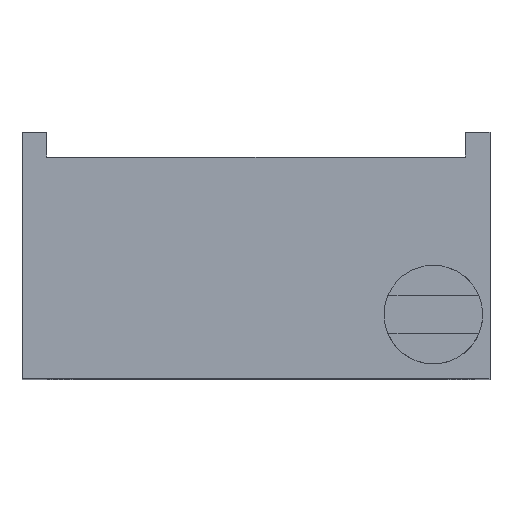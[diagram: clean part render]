
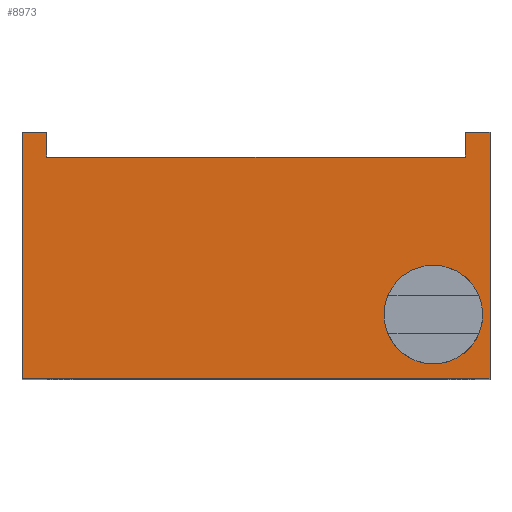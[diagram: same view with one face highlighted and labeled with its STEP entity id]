
A CAD part, top view. The second image highlights one B-rep face of the part: STEP entity #8973.
In plain terms, the highlighted planar face has unit normal (0, 0, 1).
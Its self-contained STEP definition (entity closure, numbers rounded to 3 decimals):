
#136 = VECTOR ( 'NONE', #20777, 1000. ) ;
#157 = CARTESIAN_POINT ( 'NONE',  ( 1852.5, -1014., 5070. ) ) ;
#162 = CARTESIAN_POINT ( 'NONE',  ( -1852.5, -1014., 5070. ) ) ;
#2797 = ORIENTED_EDGE ( 'NONE', *, *, #27062, .T. ) ;
#2853 = DIRECTION ( 'NONE',  ( 0., 1., 0. ) ) ;
#3662 = ORIENTED_EDGE ( 'NONE', *, *, #16806, .F. ) ;
#3802 = LINE ( 'NONE', #11758, #26434 ) ;
#4350 = VECTOR ( 'NONE', #2853, 1000. ) ;
#4378 = LINE ( 'NONE', #14746, #15043 ) ;
#4651 = FACE_OUTER_BOUND ( 'NONE', #13150, .T. ) ;
#5049 = VECTOR ( 'NONE', #19600, 1000. ) ;
#5681 = CARTESIAN_POINT ( 'NONE',  ( -1852.5, 936., 5070. ) ) ;
#7460 = ORIENTED_EDGE ( 'NONE', *, *, #24511, .T. ) ;
#8204 = DIRECTION ( 'NONE',  ( -1., 0., 0. ) ) ;
#8608 = CARTESIAN_POINT ( 'NONE',  ( -1852.5, -1014., 5070. ) ) ;
#8628 = DIRECTION ( 'NONE',  ( 1., 0., 0. ) ) ;
#8973 = ADVANCED_FACE ( 'NONE', ( #4651 ), #24933, .T. ) ;
#9947 = VECTOR ( 'NONE', #15151, 1000. ) ;
#10024 = LINE ( 'NONE', #13443, #4350 ) ;
#11758 = CARTESIAN_POINT ( 'NONE',  ( -1852.5, 936., 5070. ) ) ;
#11902 = EDGE_CURVE ( 'NONE', #20170, #17020, #17937, .T. ) ;
#12456 = CARTESIAN_POINT ( 'NONE',  ( 0., 0., 5070. ) ) ;
#13150 = EDGE_LOOP ( 'NONE', ( #23388, #22549, #7460, #2797, #23600, #24182, #3662, #23359 ) ) ;
#13443 = CARTESIAN_POINT ( 'NONE',  ( 1657.5, 936., 5070. ) ) ;
#14046 = CARTESIAN_POINT ( 'NONE',  ( -1852.5, 936., 5070. ) ) ;
#14134 = VECTOR ( 'NONE', #8628, 1000. ) ;
#14400 = VERTEX_POINT ( 'NONE', #157 ) ;
#14617 = DIRECTION ( 'NONE',  ( 1., 0., 0. ) ) ;
#14746 = CARTESIAN_POINT ( 'NONE',  ( 1852.5, 936., 5070. ) ) ;
#14761 = CARTESIAN_POINT ( 'NONE',  ( -1657.5, 741., 5070. ) ) ;
#14997 = EDGE_CURVE ( 'NONE', #27607, #19729, #19833, .T. ) ;
#15043 = VECTOR ( 'NONE', #16897, 1000. ) ;
#15151 = DIRECTION ( 'NONE',  ( 1., 0., 0. ) ) ;
#15611 = LINE ( 'NONE', #162, #9947 ) ;
#15955 = DIRECTION ( 'NONE',  ( -1., 0., 0. ) ) ;
#16427 = LINE ( 'NONE', #17469, #5049 ) ;
#16762 = VERTEX_POINT ( 'NONE', #24055 ) ;
#16806 = EDGE_CURVE ( 'NONE', #19729, #16762, #10024, .T. ) ;
#16897 = DIRECTION ( 'NONE',  ( 0., 1., 0. ) ) ;
#17020 = VERTEX_POINT ( 'NONE', #20819 ) ;
#17298 = VECTOR ( 'NONE', #8204, 1000. ) ;
#17469 = CARTESIAN_POINT ( 'NONE',  ( -1657.5, 936., 5070. ) ) ;
#17937 = LINE ( 'NONE', #5681, #17298 ) ;
#18404 = EDGE_CURVE ( 'NONE', #20170, #27607, #16427, .T. ) ;
#18851 = EDGE_CURVE ( 'NONE', #14400, #19244, #4378, .T. ) ;
#19244 = VERTEX_POINT ( 'NONE', #27380 ) ;
#19600 = DIRECTION ( 'NONE',  ( 0., -1., 0. ) ) ;
#19729 = VERTEX_POINT ( 'NONE', #27631 ) ;
#19833 = LINE ( 'NONE', #27624, #14134 ) ;
#19971 = EDGE_CURVE ( 'NONE', #19244, #16762, #3802, .T. ) ;
#20170 = VERTEX_POINT ( 'NONE', #21266 ) ;
#20777 = DIRECTION ( 'NONE',  ( 0., -1., 0. ) ) ;
#20819 = CARTESIAN_POINT ( 'NONE',  ( -1852.5, 936., 5070. ) ) ;
#21266 = CARTESIAN_POINT ( 'NONE',  ( -1657.5, 936., 5070. ) ) ;
#22106 = LINE ( 'NONE', #14046, #136 ) ;
#22549 = ORIENTED_EDGE ( 'NONE', *, *, #11902, .T. ) ;
#23359 = ORIENTED_EDGE ( 'NONE', *, *, #14997, .F. ) ;
#23388 = ORIENTED_EDGE ( 'NONE', *, *, #18404, .F. ) ;
#23600 = ORIENTED_EDGE ( 'NONE', *, *, #18851, .T. ) ;
#24055 = CARTESIAN_POINT ( 'NONE',  ( 1657.5, 936., 5070. ) ) ;
#24182 = ORIENTED_EDGE ( 'NONE', *, *, #19971, .T. ) ;
#24210 = VERTEX_POINT ( 'NONE', #8608 ) ;
#24511 = EDGE_CURVE ( 'NONE', #17020, #24210, #22106, .T. ) ;
#24550 = AXIS2_PLACEMENT_3D ( 'NONE', #12456, #27391, #14617 ) ;
#24933 = PLANE ( 'NONE',  #24550 ) ;
#26434 = VECTOR ( 'NONE', #15955, 1000. ) ;
#27062 = EDGE_CURVE ( 'NONE', #24210, #14400, #15611, .T. ) ;
#27380 = CARTESIAN_POINT ( 'NONE',  ( 1852.5, 936., 5070. ) ) ;
#27391 = DIRECTION ( 'NONE',  ( 0., 0., 1. ) ) ;
#27607 = VERTEX_POINT ( 'NONE', #14761 ) ;
#27624 = CARTESIAN_POINT ( 'NONE',  ( -1657.5, 741., 5070. ) ) ;
#27631 = CARTESIAN_POINT ( 'NONE',  ( 1657.5, 741., 5070. ) ) ;
